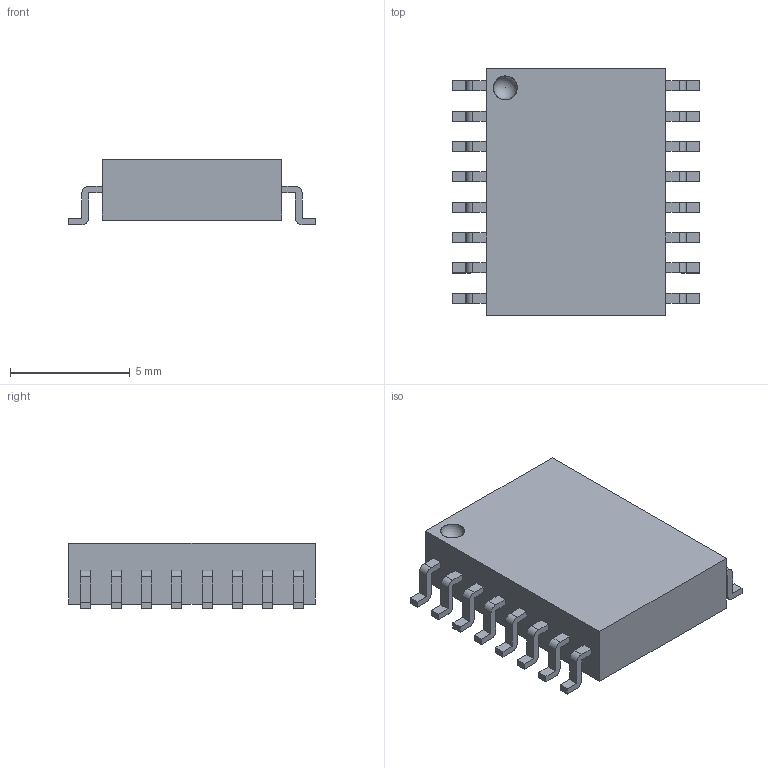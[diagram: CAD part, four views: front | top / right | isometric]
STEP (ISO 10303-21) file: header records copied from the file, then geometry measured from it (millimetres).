
FILE_DESCRIPTION( ( '' ), ' ' );
FILE_NAME( '5af149a90d30750ee299c8aa.step', '2018-05-08T06:54:33', ( '' ), ( '' ), ' ', ' ', ' ' );
FILE_SCHEMA( ( 'AUTOMOTIVE_DESIGN { 1 0 10303 214 1 1 1 1 }' ) );
Length unit declared in the file: metre
Products named in the file (18): Part 18; Part 17; Open CASCADE STEP translator 6.8 34; Open CASCADE STEP translator 6.8 33; Open CASCADE STEP translator 6.8 32; Open CASCADE STEP translator 6.8 31; Open CASCADE STEP translator 6.8 30; Open CASCADE STEP translator 6.8 29; Open CASCADE STEP translator 6.8 28; Open CASCADE STEP translator 6.8 27; Open CASCADE STEP translator 6.8 26; Open CASCADE STEP translator 6.8 25; Open CASCADE STEP translator 6.8 24; Open CASCADE STEP translator 6.8 23; Open CASCADE STEP translator 6.8 22; Open CASCADE STEP translator 6.8 21; Open CASCADE STEP translator 6.8 20; Open CASCADE STEP translator 6.8 19
Bounding box: 10.32 x 10.3 x 2.75 mm (x, y, z)
Volume: 201.6 mm3; surface area: 311.4 mm2
Topology: 18 solids, 18 shells, 202 faces, 501 edges, 334 vertices
Faces by surface type: plane 167, cylinder 32, sphere 3
Entity records: 10137 total; most frequent: CARTESIAN_POINT 1115, ORIENTED_EDGE 990, DIRECTION 984, STYLED_ITEM 682, PRESENTATION_STYLE_ASSIGNMENT 682, COLOUR_RGB 682, EDGE_CURVE 495, CURVE_STYLE 480
